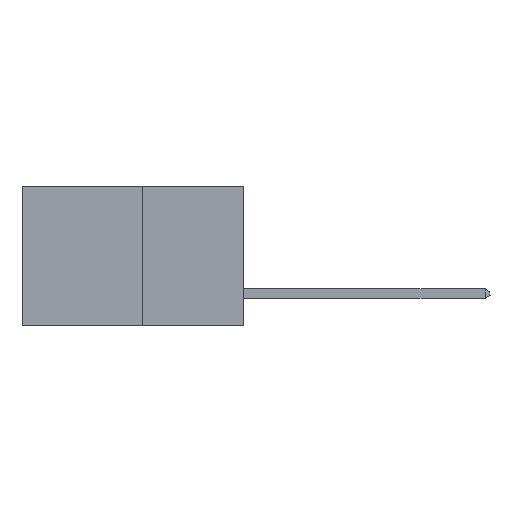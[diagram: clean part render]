
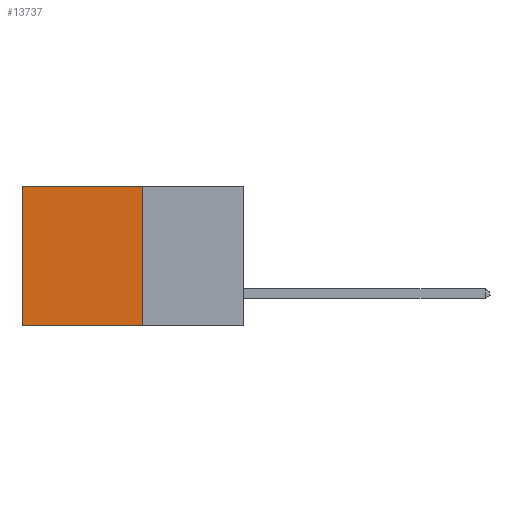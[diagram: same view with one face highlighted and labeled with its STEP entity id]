
A CAD part, left-side view. The second image highlights one B-rep face of the part: STEP entity #13737.
In plain terms, the highlighted planar face has unit normal (-1, 0, 0).
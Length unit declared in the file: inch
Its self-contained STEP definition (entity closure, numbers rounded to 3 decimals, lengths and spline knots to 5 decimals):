
#1055 = EDGE_CURVE ( 'NONE', #20135, #20265, #11541, .T. ) ;
#1075 = VECTOR ( 'NONE', #24114, 39.37008 ) ;
#1728 = ORIENTED_EDGE ( 'NONE', *, *, #1055, .T. ) ;
#2598 = CARTESIAN_POINT ( 'NONE',  ( 0.277, 0.27, -0.37 ) ) ;
#3259 = ORIENTED_EDGE ( 'NONE', *, *, #15351, .F. ) ;
#3857 = DIRECTION ( 'NONE',  ( 0., 0., -1. ) ) ;
#4342 = EDGE_CURVE ( 'NONE', #22647, #20265, #6656, .T. ) ;
#5880 = CARTESIAN_POINT ( 'NONE',  ( 0.277, 0.27, 0. ) ) ;
#5936 = DIRECTION ( 'NONE',  ( 0., 1., 0. ) ) ;
#6656 = LINE ( 'NONE', #25302, #10998 ) ;
#7941 = ORIENTED_EDGE ( 'NONE', *, *, #4342, .F. ) ;
#8601 = EDGE_CURVE ( 'NONE', #19607, #20135, #8794, .T. ) ;
#8606 = ORIENTED_EDGE ( 'NONE', *, *, #8601, .T. ) ;
#8794 = LINE ( 'NONE', #5880, #25305 ) ;
#9113 = CARTESIAN_POINT ( 'NONE',  ( 0.277, 0.27, -0.37 ) ) ;
#10998 = VECTOR ( 'NONE', #24891, 39.37008 ) ;
#11541 = LINE ( 'NONE', #24121, #1075 ) ;
#12544 = LINE ( 'NONE', #2598, #22879 ) ;
#13737 = ADVANCED_FACE ( 'NONE', ( #14939 ), #14172, .F. ) ;
#14172 = PLANE ( 'NONE',  #17591 ) ;
#14216 = EDGE_LOOP ( 'NONE', ( #1728, #7941, #3259, #8606 ) ) ;
#14516 = CARTESIAN_POINT ( 'NONE',  ( 0.277, 0.59, 0. ) ) ;
#14939 = FACE_OUTER_BOUND ( 'NONE', #14216, .T. ) ;
#15351 = EDGE_CURVE ( 'NONE', #19607, #22647, #12544, .T. ) ;
#16261 = DIRECTION ( 'NONE',  ( 1., 0., 0. ) ) ;
#17591 = AXIS2_PLACEMENT_3D ( 'NONE', #26441, #16261, #3857 ) ;
#19607 = VERTEX_POINT ( 'NONE', #21227 ) ;
#20135 = VERTEX_POINT ( 'NONE', #14516 ) ;
#20265 = VERTEX_POINT ( 'NONE', #23155 ) ;
#21227 = CARTESIAN_POINT ( 'NONE',  ( 0.277, 0.27, 0. ) ) ;
#22647 = VERTEX_POINT ( 'NONE', #9113 ) ;
#22879 = VECTOR ( 'NONE', #25663, 39.37008 ) ;
#23155 = CARTESIAN_POINT ( 'NONE',  ( 0.277, 0.59, -0.37 ) ) ;
#24114 = DIRECTION ( 'NONE',  ( 0., 0., -1. ) ) ;
#24121 = CARTESIAN_POINT ( 'NONE',  ( 0.277, 0.59, -0.37 ) ) ;
#24891 = DIRECTION ( 'NONE',  ( 0., 1., 0. ) ) ;
#25302 = CARTESIAN_POINT ( 'NONE',  ( 0.277, 0.27, -0.37 ) ) ;
#25305 = VECTOR ( 'NONE', #5936, 39.37008 ) ;
#25663 = DIRECTION ( 'NONE',  ( 0., 0., -1. ) ) ;
#26441 = CARTESIAN_POINT ( 'NONE',  ( 0.277, 0.27, -0.37 ) ) ;
